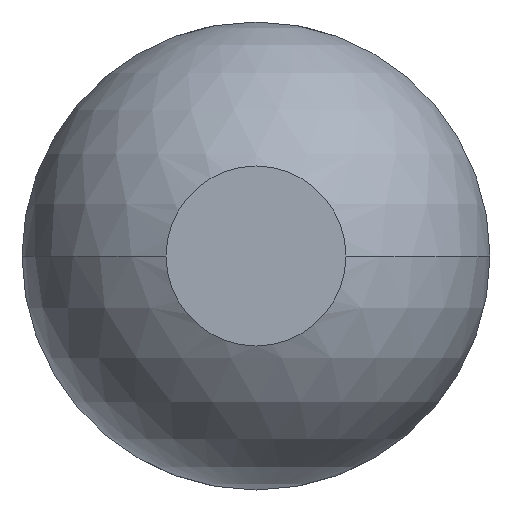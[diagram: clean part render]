
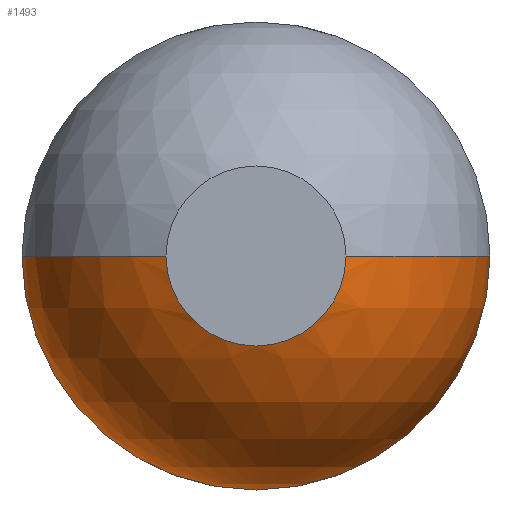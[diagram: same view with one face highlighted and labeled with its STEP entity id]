
A CAD part, front view. The second image highlights one B-rep face of the part: STEP entity #1493.
In plain terms, the highlighted spherical face has radius 0.39 mm.
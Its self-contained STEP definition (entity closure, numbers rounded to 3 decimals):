
#223 = VERTEX_POINT ( 'NONE', #750 ) ;
#243 = CARTESIAN_POINT ( 'NONE',  ( 0., -35.94, 0. ) ) ;
#314 = AXIS2_PLACEMENT_3D ( 'NONE', #468, #1835, #2633 ) ;
#332 = SPHERICAL_SURFACE ( 'NONE', #314, 0.39 ) ;
#333 = DIRECTION ( 'NONE',  ( 0., 0., -1. ) ) ;
#468 = CARTESIAN_POINT ( 'NONE',  ( 0., -35.94, 0. ) ) ;
#492 = CARTESIAN_POINT ( 'NONE',  ( 0., -35.94, 0. ) ) ;
#598 = AXIS2_PLACEMENT_3D ( 'NONE', #3183, #1451, #333 ) ;
#608 = DIRECTION ( 'NONE',  ( 0., 0., 1. ) ) ;
#654 = VERTEX_POINT ( 'NONE', #2134 ) ;
#656 = DIRECTION ( 'NONE',  ( 0., 0., 1. ) ) ;
#750 = CARTESIAN_POINT ( 'NONE',  ( -0.39, -35.94, 0. ) ) ;
#780 = CARTESIAN_POINT ( 'NONE',  ( 0.39, -35.94, 0. ) ) ;
#797 = AXIS2_PLACEMENT_3D ( 'NONE', #2140, #1943, #3288 ) ;
#908 = ORIENTED_EDGE ( 'NONE', *, *, #2059, .F. ) ;
#965 = EDGE_CURVE ( 'Defeature ausgef�hrt1_10+Defeature ausgef�hrt1_4+Defeature ausgef�hrt1_4+Defeature ausgef�hrt1_4', #654, #2936, #990, .T. ) ;
#984 = EDGE_CURVE ( 'Defeature ausgef�hrt1_5+Defeature ausgef�hrt1_4+Defeature ausgef�hrt1_4+Defeature ausgef�hrt1_4', #1910, #2438, #2871, .T. ) ;
#990 = CIRCLE ( 'NONE', #797, 0.15 ) ;
#1243 = AXIS2_PLACEMENT_3D ( 'NONE', #492, #2686, #1878 ) ;
#1346 = DIRECTION ( 'NONE',  ( 0., 0., -1. ) ) ;
#1386 = CARTESIAN_POINT ( 'NONE',  ( 0., -35.94, 0. ) ) ;
#1415 = CIRCLE ( 'NONE', #2402, 0.39 ) ;
#1451 = DIRECTION ( 'NONE',  ( 0., -1., 0. ) ) ;
#1493 = ADVANCED_FACE ( 'Defeature ausgef�hrt1_4', ( #2639 ), #332, .T. ) ;
#1814 = ORIENTED_EDGE ( 'NONE', *, *, #3387, .F. ) ;
#1835 = DIRECTION ( 'NONE',  ( 0., 0., -1. ) ) ;
#1875 = EDGE_LOOP ( 'NONE', ( #2666, #2006, #1814, #2482, #3126, #908 ) ) ;
#1878 = DIRECTION ( 'NONE',  ( 0., 0., 1. ) ) ;
#1910 = VERTEX_POINT ( 'NONE', #780 ) ;
#1943 = DIRECTION ( 'NONE',  ( 0., -1., 0. ) ) ;
#1982 = DIRECTION ( 'NONE',  ( 0., 1., 0. ) ) ;
#2006 = ORIENTED_EDGE ( 'NONE', *, *, #2326, .T. ) ;
#2042 = CARTESIAN_POINT ( 'NONE',  ( 0., -35.94, 0. ) ) ;
#2059 = EDGE_CURVE ( 'Defeature ausgef�hrt1_10+Defeature ausgef�hrt1_4+Defeature ausgef�hrt1_4+Defeature ausgef�hrt1_4', #2936, #3628, #2073, .T. ) ;
#2073 = CIRCLE ( 'NONE', #598, 0.15 ) ;
#2076 = EDGE_CURVE ( 'NONE', #3628, #1910, #1415, .T. ) ;
#2134 = CARTESIAN_POINT ( 'NONE',  ( -0.15, -36.3, 0. ) ) ;
#2140 = CARTESIAN_POINT ( 'NONE',  ( 0., -36.3, 0. ) ) ;
#2282 = AXIS2_PLACEMENT_3D ( 'NONE', #1386, #1982, #608 ) ;
#2326 = EDGE_CURVE ( 'NONE', #654, #223, #2997, .T. ) ;
#2402 = AXIS2_PLACEMENT_3D ( 'NONE', #2042, #656, #2612 ) ;
#2438 = VERTEX_POINT ( 'NONE', #3383 ) ;
#2482 = ORIENTED_EDGE ( 'NONE', *, *, #984, .F. ) ;
#2612 = DIRECTION ( 'NONE',  ( 1., 0., 0. ) ) ;
#2633 = DIRECTION ( 'NONE',  ( 1., 0., 0. ) ) ;
#2639 = FACE_OUTER_BOUND ( 'NONE', #1875, .T. ) ;
#2666 = ORIENTED_EDGE ( 'NONE', *, *, #965, .F. ) ;
#2686 = DIRECTION ( 'NONE',  ( 0., 1., 0. ) ) ;
#2706 = CARTESIAN_POINT ( 'NONE',  ( 0.15, -36.3, 0. ) ) ;
#2871 = CIRCLE ( 'NONE', #1243, 0.39 ) ;
#2906 = CIRCLE ( 'NONE', #2282, 0.39 ) ;
#2936 = VERTEX_POINT ( 'NONE', #3266 ) ;
#2997 = CIRCLE ( 'NONE', #3033, 0.39 ) ;
#3033 = AXIS2_PLACEMENT_3D ( 'NONE', #243, #1346, #3643 ) ;
#3126 = ORIENTED_EDGE ( 'NONE', *, *, #2076, .F. ) ;
#3183 = CARTESIAN_POINT ( 'NONE',  ( 0., -36.3, 0. ) ) ;
#3266 = CARTESIAN_POINT ( 'NONE',  ( 0., -36.3, -0.15 ) ) ;
#3288 = DIRECTION ( 'NONE',  ( 0., 0., -1. ) ) ;
#3383 = CARTESIAN_POINT ( 'NONE',  ( 0., -35.94, -0.39 ) ) ;
#3387 = EDGE_CURVE ( 'Defeature ausgef�hrt1_5+Defeature ausgef�hrt1_4+Defeature ausgef�hrt1_4+Defeature ausgef�hrt1_4', #2438, #223, #2906, .T. ) ;
#3628 = VERTEX_POINT ( 'NONE', #2706 ) ;
#3643 = DIRECTION ( 'NONE',  ( -1., 0., 0. ) ) ;
